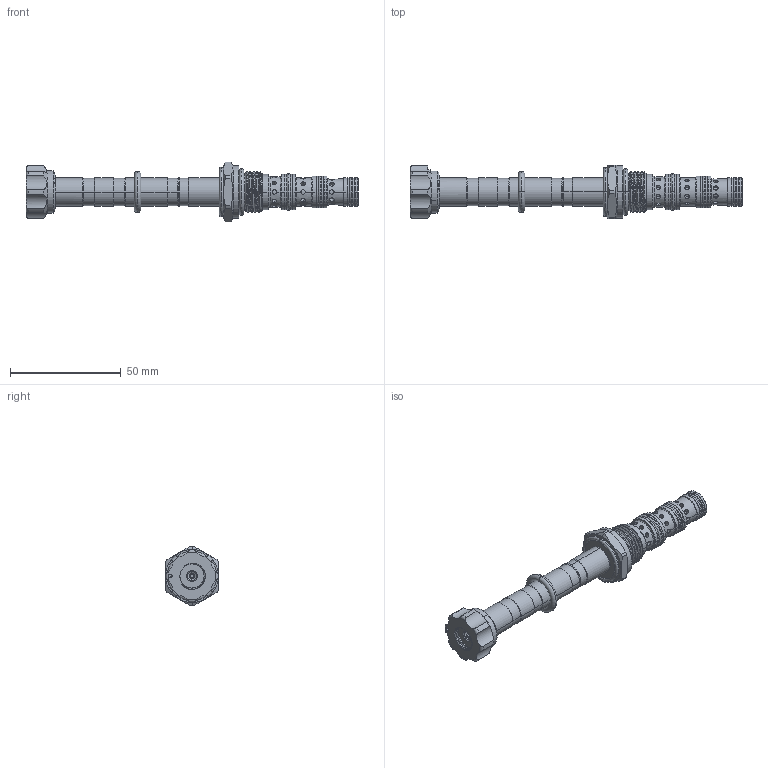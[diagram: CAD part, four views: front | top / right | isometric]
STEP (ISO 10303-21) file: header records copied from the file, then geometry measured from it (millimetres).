
FILE_DESCRIPTION (( 'STEP AP203' ), '1' );
FILE_NAME ('ES08W4A24P04.STEP', '2020-04-10T02:03:03', ( '' ), ( '' ), 'SwSTEP 2.0', 'SolidWorks 2018', '' );
FILE_SCHEMA (( 'CONFIG_CONTROL_DESIGN' ));
Length unit declared in the file: millimetre
Products named in the file (1): ES08W4A24P04
Bounding box: 149.9 x 24 x 27 mm (x, y, z)
Volume: 26004.2 mm3; surface area: 12788 mm2
Topology: 9 solids, 9 shells, 365 faces, 815 edges, 508 vertices
Faces by surface type: cylinder 217, torus 58, cone 44, plane 42, bspline 4
Entity records: 15853 total; most frequent: CARTESIAN_POINT 7787, DIRECTION 1692, ORIENTED_EDGE 1630, EDGE_CURVE 815, AXIS2_PLACEMENT_3D 726, VERTEX_POINT 508, EDGE_LOOP 423, ADVANCED_FACE 365
